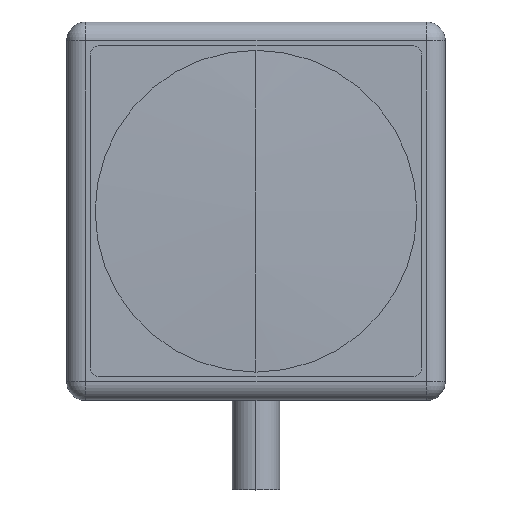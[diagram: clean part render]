
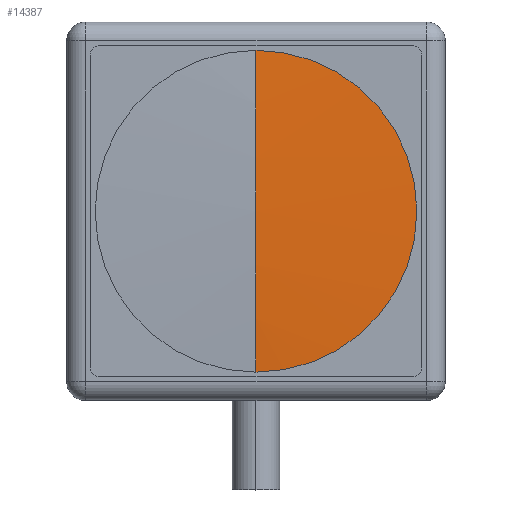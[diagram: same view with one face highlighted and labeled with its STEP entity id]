
A CAD part, top view. The second image highlights one B-rep face of the part: STEP entity #14387.
In plain terms, the highlighted spherical face has radius 2892.5 mm.
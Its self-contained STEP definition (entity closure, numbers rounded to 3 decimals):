
#4466 = VERTEX_POINT ( 'NONE', #20658 ) ;
#6318 = FACE_OUTER_BOUND ( 'NONE', #40846, .T. ) ;
#7294 = AXIS2_PLACEMENT_3D ( 'NONE', #79706, #17766, #64944 ) ;
#7418 = EDGE_CURVE ( 'NONE', #51136, #67486, #47074, .T. ) ;
#11706 = AXIS2_PLACEMENT_3D ( 'NONE', #56188, #91317, #34497 ) ;
#14387 = ADVANCED_FACE ( 'NONE', ( #6318 ), #48791, .T. ) ;
#15144 = AXIS2_PLACEMENT_3D ( 'NONE', #41865, #85751, #57561 ) ;
#17766 = DIRECTION ( 'NONE',  ( 0., 0., -1. ) ) ;
#20658 = CARTESIAN_POINT ( 'NONE',  ( 53465.553, 41101.796, 34. ) ) ;
#20741 = CARTESIAN_POINT ( 'NONE',  ( 53465.553, 41101.796, -2858.5 ) ) ;
#27813 = CIRCLE ( 'NONE', #48479, 2892.5 ) ;
#32276 = CARTESIAN_POINT ( 'NONE',  ( 53465.553, 41271.796, 29. ) ) ;
#34150 = ORIENTED_EDGE ( 'NONE', *, *, #44314, .T. ) ;
#34497 = DIRECTION ( 'NONE',  ( 0., 1., 0. ) ) ;
#40846 = EDGE_LOOP ( 'NONE', ( #70886, #34150, #43989 ) ) ;
#41865 = CARTESIAN_POINT ( 'NONE',  ( 53465.553, 41101.796, -2858.5 ) ) ;
#43148 = CIRCLE ( 'NONE', #15144, 2892.5 ) ;
#43989 = ORIENTED_EDGE ( 'NONE', *, *, #7418, .F. ) ;
#44314 = EDGE_CURVE ( 'NONE', #4466, #67486, #27813, .T. ) ;
#47074 = CIRCLE ( 'NONE', #7294, 170. ) ;
#48479 = AXIS2_PLACEMENT_3D ( 'NONE', #20741, #48919, #77130 ) ;
#48791 = SPHERICAL_SURFACE ( 'NONE', #11706, 2892.5 ) ;
#48919 = DIRECTION ( 'NONE',  ( 1., 0., 0. ) ) ;
#51136 = VERTEX_POINT ( 'NONE', #32276 ) ;
#56188 = CARTESIAN_POINT ( 'NONE',  ( 53465.553, 41101.796, -2858.5 ) ) ;
#57561 = DIRECTION ( 'NONE',  ( 0., 0., 1. ) ) ;
#64944 = DIRECTION ( 'NONE',  ( -1., 0., 0. ) ) ;
#67486 = VERTEX_POINT ( 'NONE', #78317 ) ;
#70886 = ORIENTED_EDGE ( 'NONE', *, *, #78257, .F. ) ;
#77130 = DIRECTION ( 'NONE',  ( 0., 1., 0. ) ) ;
#78257 = EDGE_CURVE ( 'NONE', #4466, #51136, #43148, .T. ) ;
#78317 = CARTESIAN_POINT ( 'NONE',  ( 53465.553, 40931.796, 29. ) ) ;
#79706 = CARTESIAN_POINT ( 'NONE',  ( 53465.553, 41101.796, 29. ) ) ;
#85751 = DIRECTION ( 'NONE',  ( -1., 0., 0. ) ) ;
#91317 = DIRECTION ( 'NONE',  ( 1., 0., 0. ) ) ;
